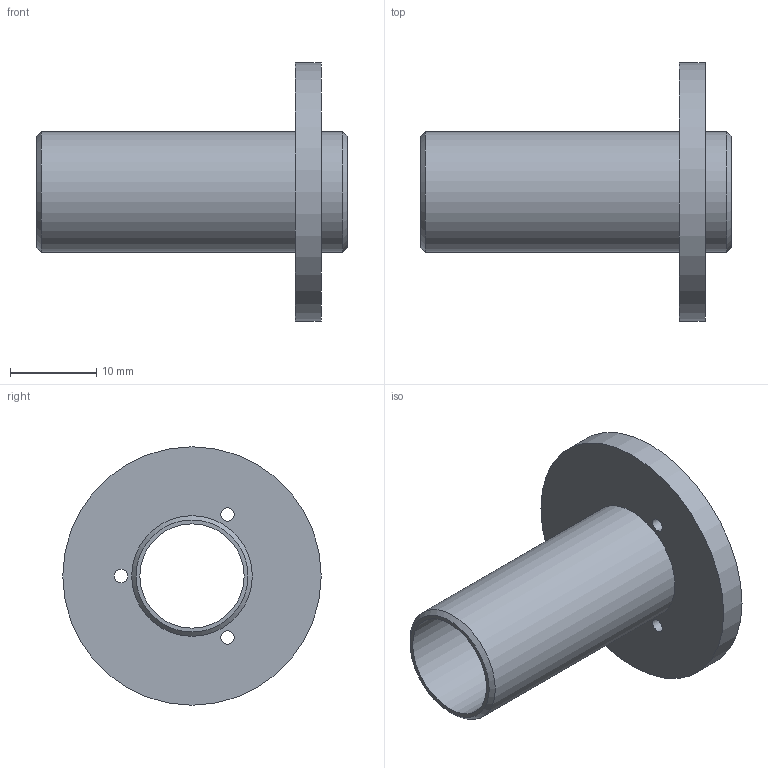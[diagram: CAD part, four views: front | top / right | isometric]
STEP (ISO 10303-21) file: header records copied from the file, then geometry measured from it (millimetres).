
FILE_DESCRIPTION(/* description */ (''),/* implementation_level */ '2;1');
FILE_NAME(/* name */ 'DBF34_99-00 Aufnahme.stp',/* time_stamp */ '2022-01-29T20:37:45+01:00',/* author */ ('MKoch'),/* organization */ (''),/* preprocessor_version */ 'ST-DEVELOPER v15.2',/* originating_system */ 'Autodesk Inventor 2014',/* authorisation */ '');
FILE_SCHEMA (('CONFIG_CONTROL_DESIGN'));
Length unit declared in the file: millimetre
Products named in the file (1): aufnahme_dbf34_klingelnberg
Bounding box: 36 x 30 x 30 mm (x, y, z)
Volume: 3032.8 mm3; surface area: 4292.7 mm2
Topology: 1 solids, 1 shells, 13 faces, 25 edges, 16 vertices
Faces by surface type: cylinder 7, plane 4, cone 2
Full cylindrical faces by diameter (mm): 1.567 x3, 12.1 x1, 14 x2, 30 x1
Entity records: 341 total; most frequent: DIRECTION 60, CARTESIAN_POINT 46, EDGE_LOOP 32, ORIENTED_EDGE 32, AXIS2_PLACEMENT_3D 30, FACE_BOUND 19, CIRCLE 16, VERTEX_POINT 16
